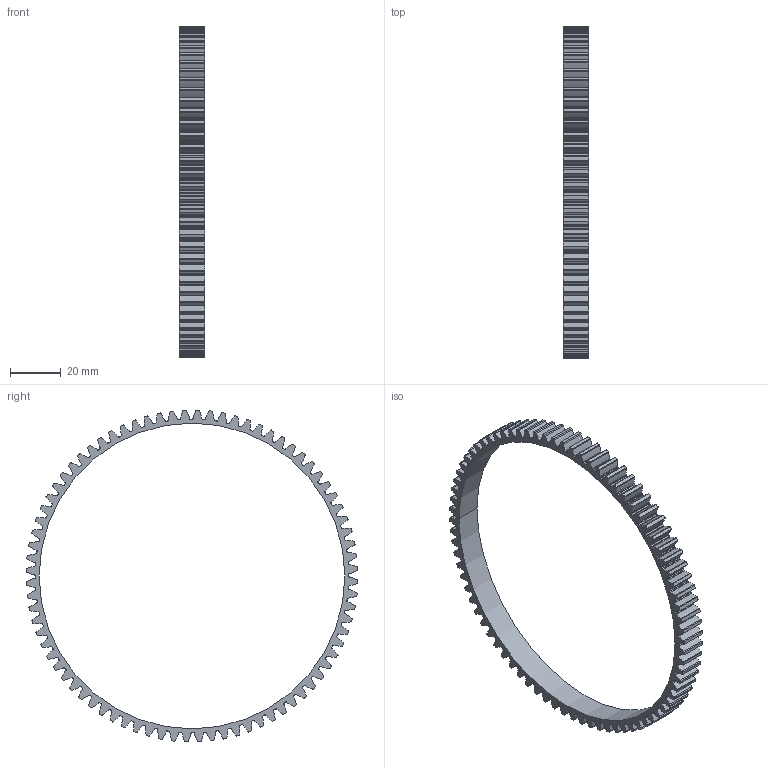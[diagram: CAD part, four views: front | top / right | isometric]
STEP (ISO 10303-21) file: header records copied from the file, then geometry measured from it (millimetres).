
FILE_DESCRIPTION(('STEP AP214'),'1');
FILE_NAME('cctmp_7BBFD4B0-4A30-4A49-BCF3-1AB614FF100E_2025_06_23_10_26_58_0052_225092..stp','2025-06-23T08:26:58',('igus GmbH'),('CADClick - www.CADClick.com'),'Spatial InterOp 3D',' ','unknown authorization');
FILE_SCHEMA(('AUTOMOTIVE_DESIGN'));
Length unit declared in the file: millimetre
Products named in the file (1): 2025_06_23_10_26_58_0052
Bounding box: 10 x 130.34 x 130.34 mm (x, y, z)
Volume: 13522.7 mm3; surface area: 14423.6 mm2
Topology: 1 solids, 1 shells, 964 faces, 2886 edges, 1924 vertices
Faces by surface type: cylinder 962, plane 2
Entity records: 41434 total; most frequent: DIRECTION 6740, CARTESIAN_POINT 5775, ORIENTED_EDGE 5772, AXIS2_PLACEMENT_3D 2889, EDGE_CURVE 2886, VERTEX_POINT 1924, CIRCLE 1924, EDGE_LOOP 966
